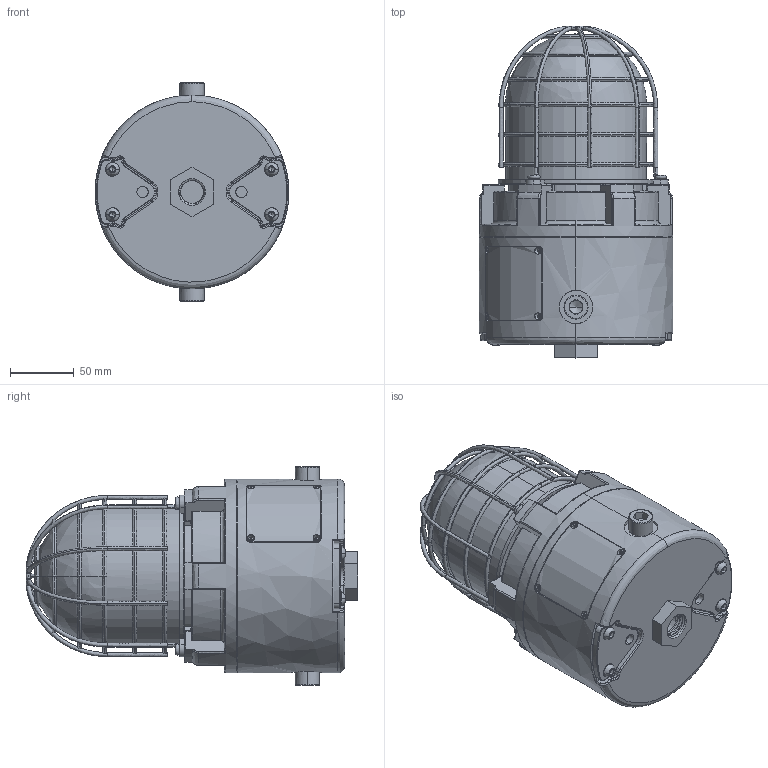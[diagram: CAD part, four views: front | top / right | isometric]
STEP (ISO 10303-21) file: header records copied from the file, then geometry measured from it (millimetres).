
FILE_DESCRIPTION(('FreeCAD Model'),'2;1');
FILE_NAME('Open CASCADE Shape Model','2025-04-30T08:31:31',('FreeCAD'),( 'FreeCAD'),'Open CASCADE STEP processor 7.6','FreeCAD','Unknown');
FILE_SCHEMA(('AUTOMOTIVE_DESIGN { 1 0 10303 214 1 1 1 1 }'));
Products named in the file (1): Open CASCADE STEP translator 7.6 1
Bounding box: 152.45 x 261.28 x 172.25 mm (x, y, z)
Volume: 2266449.1 mm3; surface area: 290523.2 mm2
Topology: 16 solids, 16 shells, 915 faces, 2560 edges, 1583 vertices
Faces by surface type: bspline 915
Entity records: 38492 total; most frequent: CARTESIAN_POINT 24701, ORIENTED_EDGE 5056, EDGE_CURVE 2528, VERTEX_POINT 1583, B_SPLINE_CURVE_WITH_KNOTS 1369, FACE_BOUND 987, EDGE_LOOP 987, ADVANCED_FACE 915
